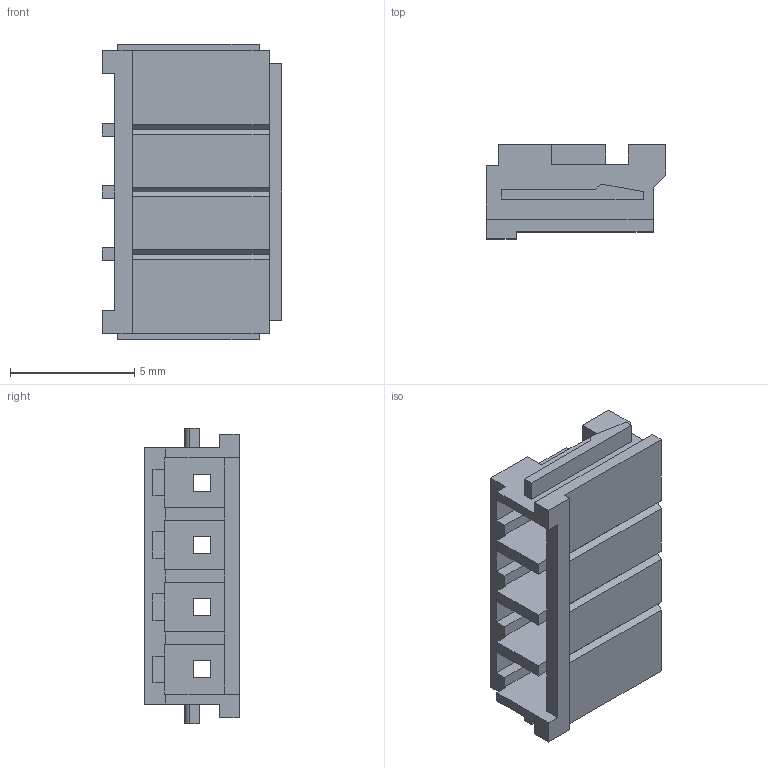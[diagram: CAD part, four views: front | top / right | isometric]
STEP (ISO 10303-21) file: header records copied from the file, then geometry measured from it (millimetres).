
FILE_DESCRIPTION (( 'STEP AP214' ), '1' );
FILE_NAME ('FHG25003-S04M2W1B-REF .STEP', '2025-11-26T09:20:21', ( '' ), ( '' ), 'SwSTEP 2.0', 'SolidWorks 2021', '' );
FILE_SCHEMA (( 'AUTOMOTIVE_DESIGN' ));
Length unit declared in the file: millimetre
Products named in the file (1): FHG25003-S04M2W1B-REF 
Bounding box: 7.2 x 3.8 x 11.9 mm (x, y, z)
Volume: 115.9 mm3; surface area: 521.4 mm2
Topology: 1 solids, 1 shells, 187 faces, 535 edges, 344 vertices
Faces by surface type: plane 185, cylinder 2
Entity records: 5995 total; most frequent: ORIENTED_EDGE 1070, CARTESIAN_POINT 1067, DIRECTION 915, EDGE_CURVE 535, VECTOR 531, LINE 531, VERTEX_POINT 344, EDGE_LOOP 197
